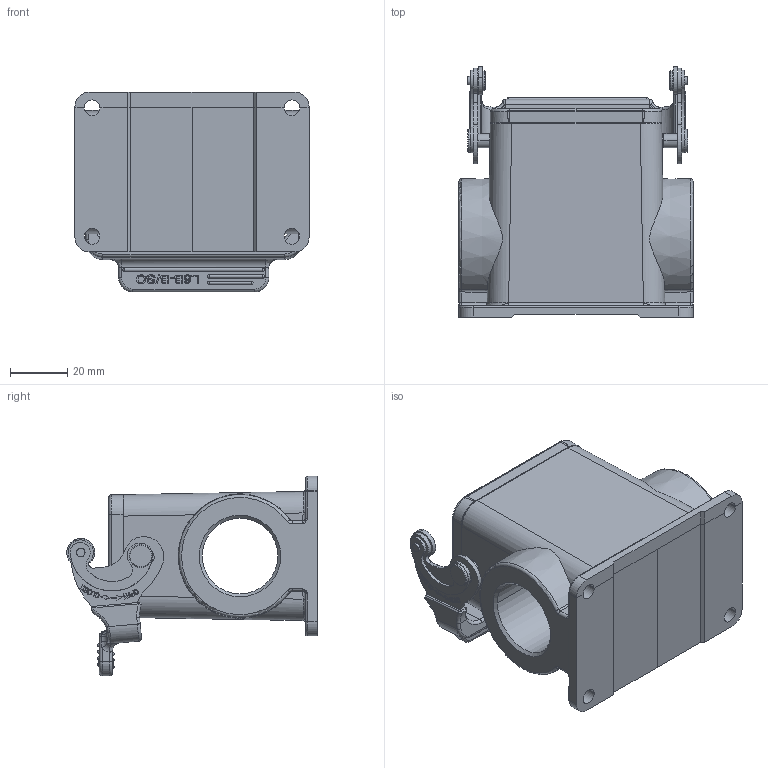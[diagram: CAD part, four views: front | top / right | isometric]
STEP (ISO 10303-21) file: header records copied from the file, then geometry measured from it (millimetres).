
FILE_DESCRIPTION(/* description */ (''),/* implementation_level */ '2;1');
FILE_NAME(/* name */ '3D_1120062211007_H6B-MSFH-1L_SC-2PG21_V1.0.stp',/* time_stamp */ '2024-03-20T09:38:21+08:00',/* author */ (''),/* organization */ (''),/* preprocessor_version */ 'ST-DEVELOPER v18.1',/* originating_system */ 'SIEMENS PLM Software NX 1980',/* authorisation */ '');
FILE_SCHEMA (('AUTOMOTIVE_DESIGN { 1 0 10303 214 3 1 1 1 }'));
Length unit declared in the file: millimetre
Products named in the file (1): 141335783262mhoc
Bounding box: 82 x 87.73 x 69.97 mm (x, y, z)
Volume: 11230.2 mm3; surface area: 45983.6 mm2
Topology: 3 solids, 19 shells, 1097 faces, 2917 edges, 1910 vertices
Faces by surface type: cylinder 481, plane 454, torus 61, extrusion 34, cone 28, bspline 25, sphere 14
Full cylindrical faces by diameter (mm): 33 x2
Entity records: 37749 total; most frequent: CARTESIAN_POINT 12394, ORIENTED_EDGE 5667, DIRECTION 4448, EDGE_CURVE 2891, VERTEX_POINT 1906, AXIS2_PLACEMENT_3D 1614, VECTOR 1220, EDGE_LOOP 1206
